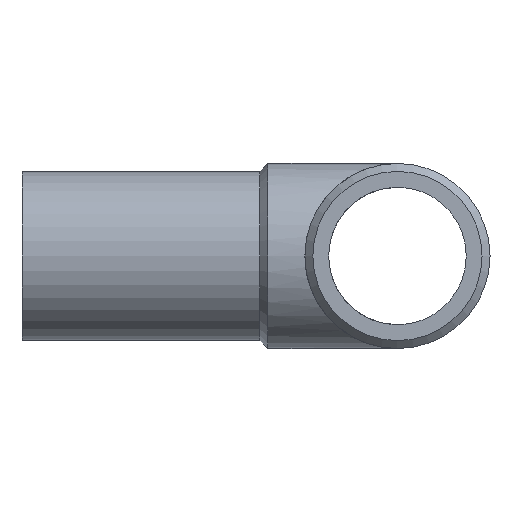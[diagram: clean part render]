
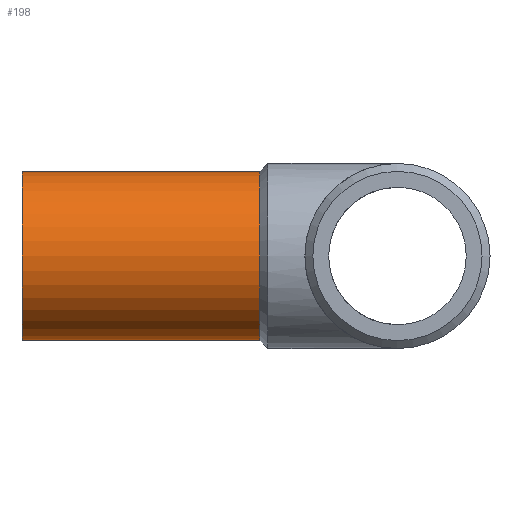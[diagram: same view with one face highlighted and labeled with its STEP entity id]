
A CAD part, left-side view. The second image highlights one B-rep face of the part: STEP entity #198.
In plain terms, the highlighted cylindrical face has radius 16 mm (diameter 32 mm), a full revolution.
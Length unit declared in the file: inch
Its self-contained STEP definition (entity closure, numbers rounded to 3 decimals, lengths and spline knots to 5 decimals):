
#10 = FACE_OUTER_BOUND ( 'NONE', #204, .T. ) ;
#24 = CIRCLE ( 'NONE', #40, 0.62992 ) ;
#30 = DIRECTION ( 'NONE',  ( 0., 0., -1. ) ) ;
#39 = DIRECTION ( 'NONE',  ( 0., 0., -1. ) ) ;
#40 = AXIS2_PLACEMENT_3D ( 'NONE', #111, #116, #30 ) ;
#46 = CARTESIAN_POINT ( 'NONE',  ( -2.83465, 2.79528, -0.62992 ) ) ;
#51 = CARTESIAN_POINT ( 'NONE',  ( -2.83465, 1.02362, -0.62992 ) ) ;
#58 = ORIENTED_EDGE ( 'NONE', *, *, #310, .T. ) ;
#73 = VERTEX_POINT ( 'NONE', #51 ) ;
#111 = CARTESIAN_POINT ( 'NONE',  ( -2.83465, 1.02362, 0. ) ) ;
#116 = DIRECTION ( 'NONE',  ( 0., 1., 0. ) ) ;
#136 = VERTEX_POINT ( 'NONE', #46 ) ;
#137 = ORIENTED_EDGE ( 'NONE', *, *, #374, .F. ) ;
#145 = AXIS2_PLACEMENT_3D ( 'NONE', #345, #212, #231 ) ;
#159 = CYLINDRICAL_SURFACE ( 'NONE', #221, 0.62992 ) ;
#198 = ADVANCED_FACE ( 'NONE', ( #10, #278 ), #159, .T. ) ;
#199 = CIRCLE ( 'NONE', #145, 0.62992 ) ;
#204 = EDGE_LOOP ( 'NONE', ( #137 ) ) ;
#212 = DIRECTION ( 'NONE',  ( 0., 1., 0. ) ) ;
#217 = DIRECTION ( 'NONE',  ( 0., -1., 0. ) ) ;
#221 = AXIS2_PLACEMENT_3D ( 'NONE', #247, #217, #39 ) ;
#231 = DIRECTION ( 'NONE',  ( 0., 0., -1. ) ) ;
#247 = CARTESIAN_POINT ( 'NONE',  ( -2.83465, 1.90945, 0. ) ) ;
#278 = FACE_OUTER_BOUND ( 'NONE', #359, .T. ) ;
#310 = EDGE_CURVE ( 'NONE', #73, #73, #24, .T. ) ;
#345 = CARTESIAN_POINT ( 'NONE',  ( -2.83465, 2.79528, 0. ) ) ;
#359 = EDGE_LOOP ( 'NONE', ( #58 ) ) ;
#374 = EDGE_CURVE ( 'NONE', #136, #136, #199, .T. ) ;
